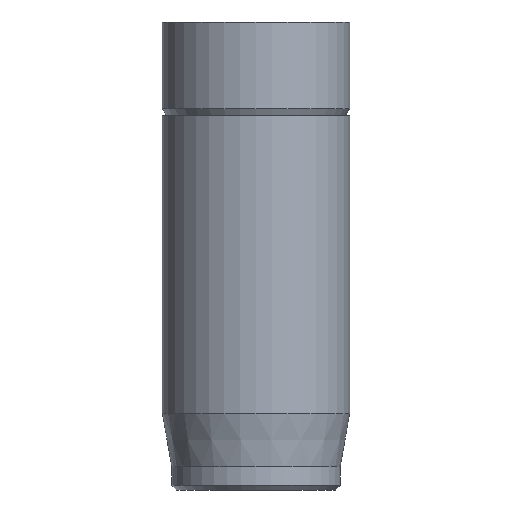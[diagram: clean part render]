
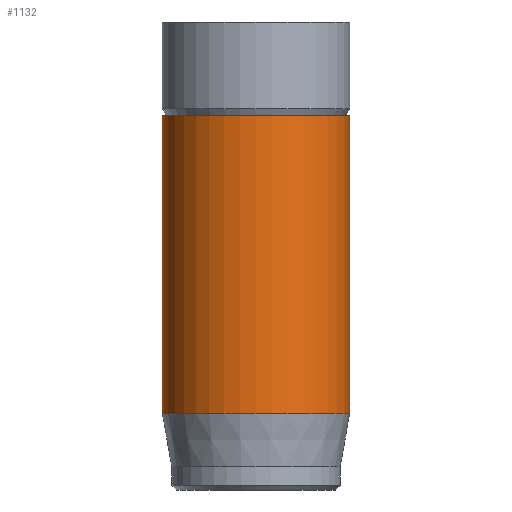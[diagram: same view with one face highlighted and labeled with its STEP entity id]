
A CAD part, front view. The second image highlights one B-rep face of the part: STEP entity #1132.
In plain terms, the highlighted cylindrical face has radius 4 mm (diameter 8 mm), a full revolution.
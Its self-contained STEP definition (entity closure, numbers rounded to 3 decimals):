
#136=CYLINDRICAL_SURFACE('',#1272,4.);
#149=FACE_OUTER_BOUND('',#218,.T.);
#218=EDGE_LOOP('',(#815,#816,#817,#818,#819));
#288=LINE('',#1622,#376);
#376=VECTOR('',#1389,4.);
#461=CIRCLE('',#1254,4.);
#470=CIRCLE('',#1270,4.);
#471=CIRCLE('',#1271,4.);
#493=VERTEX_POINT('',#1586);
#502=VERTEX_POINT('',#1616);
#503=VERTEX_POINT('',#1617);
#607=EDGE_CURVE('',#493,#493,#461,.T.);
#621=EDGE_CURVE('',#502,#503,#470,.T.);
#622=EDGE_CURVE('',#503,#502,#471,.T.);
#624=EDGE_CURVE('',#493,#502,#288,.T.);
#815=ORIENTED_EDGE('',*,*,#607,.T.);
#816=ORIENTED_EDGE('',*,*,#624,.T.);
#817=ORIENTED_EDGE('',*,*,#621,.T.);
#818=ORIENTED_EDGE('',*,*,#622,.T.);
#819=ORIENTED_EDGE('',*,*,#624,.F.);
#1132=ADVANCED_FACE('',(#149),#136,.T.);
#1254=AXIS2_PLACEMENT_3D('',#1587,#1345,#1346);
#1270=AXIS2_PLACEMENT_3D('',#1618,#1382,#1383);
#1271=AXIS2_PLACEMENT_3D('',#1619,#1384,#1385);
#1272=AXIS2_PLACEMENT_3D('',#1621,#1387,#1388);
#1345=DIRECTION('center_axis',(0.,0.,-1.));
#1346=DIRECTION('ref_axis',(-1.,0.,0.));
#1382=DIRECTION('center_axis',(0.,0.,1.));
#1383=DIRECTION('ref_axis',(-1.,0.,0.));
#1384=DIRECTION('center_axis',(0.,0.,1.));
#1385=DIRECTION('ref_axis',(-1.,0.,0.));
#1387=DIRECTION('center_axis',(0.,0.,1.));
#1388=DIRECTION('ref_axis',(-1.,0.,0.));
#1389=DIRECTION('',(0.,0.,-1.));
#1586=CARTESIAN_POINT('',(4.,0.,16.));
#1587=CARTESIAN_POINT('Origin',(0.,0.,16.));
#1616=CARTESIAN_POINT('',(4.,0.,3.269));
#1617=CARTESIAN_POINT('',(-4.,0.,3.269));
#1618=CARTESIAN_POINT('Origin',(0.,0.,3.269));
#1619=CARTESIAN_POINT('Origin',(0.,0.,3.269));
#1621=CARTESIAN_POINT('Origin',(0.,0.,0.));
#1622=CARTESIAN_POINT('',(4.,0.,0.));
